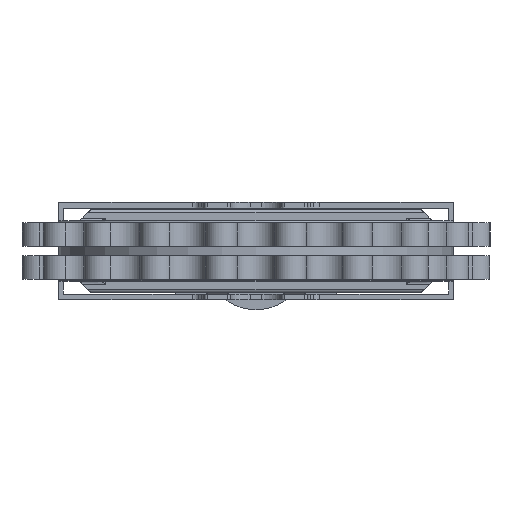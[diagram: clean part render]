
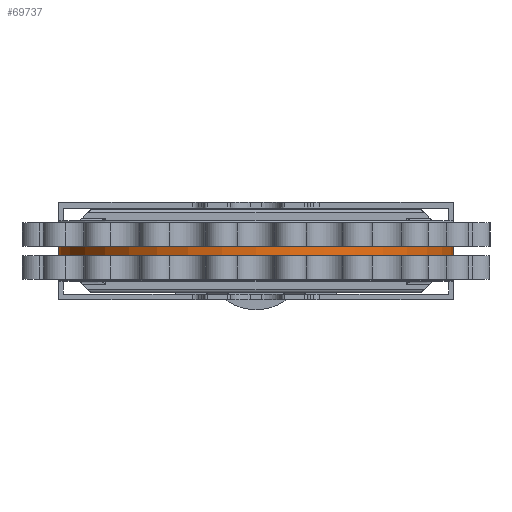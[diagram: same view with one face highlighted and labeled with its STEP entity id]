
A CAD part, front view. The second image highlights one B-rep face of the part: STEP entity #69737.
In plain terms, the highlighted cylindrical face has radius 345 mm (diameter 690 mm), a partial arc.
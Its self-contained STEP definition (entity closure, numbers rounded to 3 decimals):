
#718 = EDGE_CURVE ( 'NONE', #2912, #68306, #38599, .T. ) ;
#2049 = EDGE_LOOP ( 'NONE', ( #24982, #11345, #63791, #9556 ) ) ;
#2912 = VERTEX_POINT ( 'NONE', #67841 ) ;
#3631 = CARTESIAN_POINT ( 'NONE',  ( -345., 0., 41.5 ) ) ;
#5456 = DIRECTION ( 'NONE',  ( 1., 0., 0. ) ) ;
#7887 = VERTEX_POINT ( 'NONE', #3631 ) ;
#9556 = ORIENTED_EDGE ( 'NONE', *, *, #47833, .T. ) ;
#9897 = AXIS2_PLACEMENT_3D ( 'NONE', #24892, #36180, #31268 ) ;
#10216 = DIRECTION ( 'NONE',  ( 0., 0., -1. ) ) ;
#10307 = CARTESIAN_POINT ( 'NONE',  ( -345., 0., 57.5 ) ) ;
#11078 = CARTESIAN_POINT ( 'NONE',  ( 345., 0., 41.5 ) ) ;
#11345 = ORIENTED_EDGE ( 'NONE', *, *, #44485, .F. ) ;
#24892 = CARTESIAN_POINT ( 'NONE',  ( 0., 0., 41.5 ) ) ;
#24982 = ORIENTED_EDGE ( 'NONE', *, *, #718, .F. ) ;
#30117 = CARTESIAN_POINT ( 'NONE',  ( -345., 0., 57.5 ) ) ;
#30839 = DIRECTION ( 'NONE',  ( 0., 0., -1. ) ) ;
#31268 = DIRECTION ( 'NONE',  ( 1., 0., 0. ) ) ;
#31678 = VERTEX_POINT ( 'NONE', #10307 ) ;
#31847 = DIRECTION ( 'NONE',  ( -1., 0., 0. ) ) ;
#32098 = CIRCLE ( 'NONE', #9897, 345. ) ;
#34124 = EDGE_CURVE ( 'NONE', #31678, #7887, #50362, .T. ) ;
#34975 = AXIS2_PLACEMENT_3D ( 'NONE', #54065, #47966, #5456 ) ;
#36180 = DIRECTION ( 'NONE',  ( 0., 0., 1. ) ) ;
#37231 = CARTESIAN_POINT ( 'NONE',  ( 345., 0., 57.5 ) ) ;
#37674 = CARTESIAN_POINT ( 'NONE',  ( 0., 0., 57.5 ) ) ;
#38599 = LINE ( 'NONE', #37231, #61315 ) ;
#41794 = AXIS2_PLACEMENT_3D ( 'NONE', #37674, #10216, #31847 ) ;
#44485 = EDGE_CURVE ( 'NONE', #31678, #2912, #58888, .T. ) ;
#47833 = EDGE_CURVE ( 'NONE', #7887, #68306, #32098, .T. ) ;
#47966 = DIRECTION ( 'NONE',  ( 0., 0., 1. ) ) ;
#50362 = LINE ( 'NONE', #30117, #61284 ) ;
#52202 = CYLINDRICAL_SURFACE ( 'NONE', #41794, 345. ) ;
#53472 = DIRECTION ( 'NONE',  ( 0., 0., -1. ) ) ;
#54065 = CARTESIAN_POINT ( 'NONE',  ( 0., 0., 57.5 ) ) ;
#58888 = CIRCLE ( 'NONE', #34975, 345. ) ;
#58909 = FACE_OUTER_BOUND ( 'NONE', #2049, .T. ) ;
#61284 = VECTOR ( 'NONE', #30839, 1000. ) ;
#61315 = VECTOR ( 'NONE', #53472, 1000. ) ;
#63791 = ORIENTED_EDGE ( 'NONE', *, *, #34124, .T. ) ;
#67841 = CARTESIAN_POINT ( 'NONE',  ( 345., 0., 57.5 ) ) ;
#68306 = VERTEX_POINT ( 'NONE', #11078 ) ;
#69737 = ADVANCED_FACE ( 'NONE', ( #58909 ), #52202, .T. ) ;
